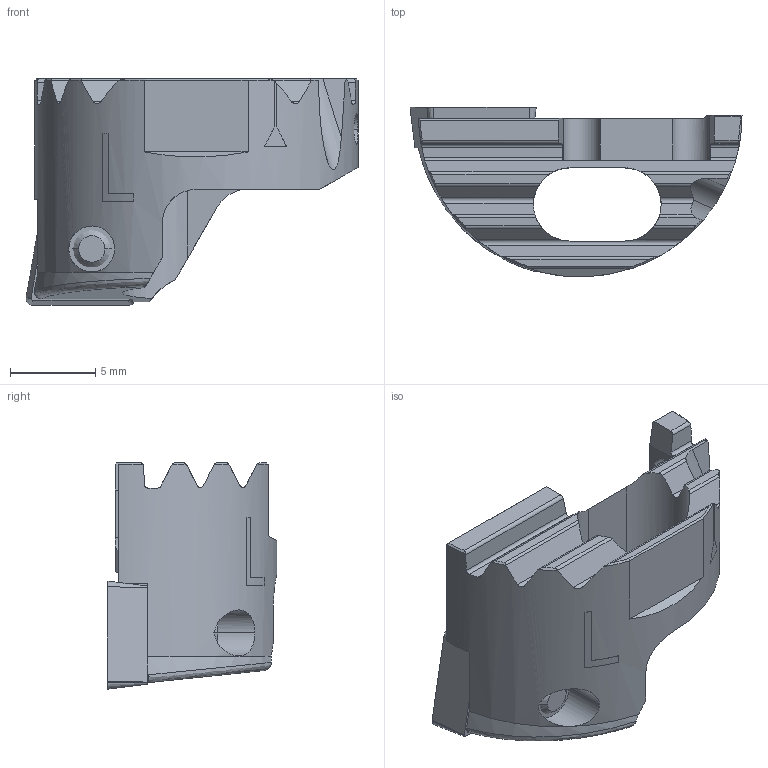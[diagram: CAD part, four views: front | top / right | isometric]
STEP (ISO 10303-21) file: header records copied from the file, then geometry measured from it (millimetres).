
FILE_DESCRIPTION(('no description'),'unknown implementation level');
FILE_NAME('8425D89A-A7BC-4FDE-863F-EC9126E28B7A_export.stp',' ',('CIMSOURCE GmbH'),('CADClick - KiM GmbH - www.kimweb.de'),'unknown preprocess','ACIS','unknown authorization');
FILE_SCHEMA(('automotive_design'));
Length unit declared in the file: millimetre
Products named in the file (3): 639.412 Kaiser 20-26 SW20 CC06 L|694.122 Kaiser ETL M2.5x6.5 T7 IP 10S;Kreismuster1; 639.412 Kaiser 20-26 SW20 CC06 L|639.412 Kaiser 20-26 SW20 CC06 L;Marke; 639.412 Kaiser 20-26 SW20 CC06 L|654.852 Kaiser CCMT 060204 K20C;Kombinieren1
Bounding box: 19.5 x 9.98 x 13.3 mm (x, y, z)
Volume: 800.4 mm3; surface area: 1155.4 mm2
Topology: 3 solids, 3 shells, 180 faces, 486 edges, 315 vertices
Faces by surface type: plane 78, cylinder 62, cone 31, torus 8, bspline 1
Entity records: 12410 total; most frequent: CARTESIAN_POINT 2313, STYLED_ITEM 984, PRESENTATION_STYLE_ASSIGNMENT 984, COLOUR_RGB 984, DIRECTION 976, ORIENTED_EDGE 972, EDGE_CURVE 486, CURVE_STYLE 486
